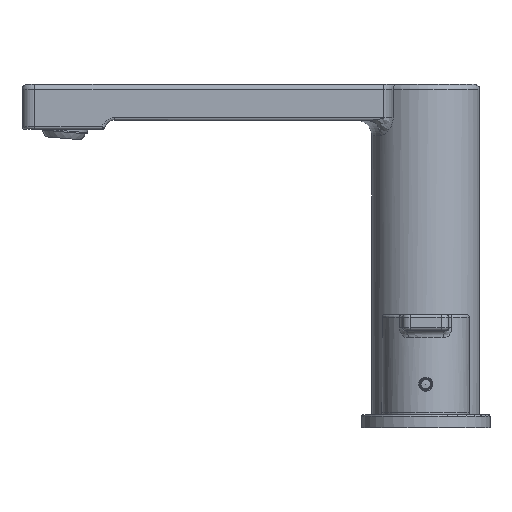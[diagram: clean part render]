
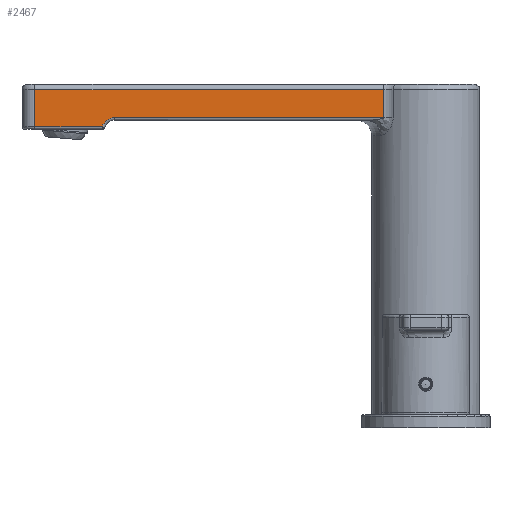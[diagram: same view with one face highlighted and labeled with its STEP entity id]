
A CAD part, left-side view. The second image highlights one B-rep face of the part: STEP entity #2467.
In plain terms, the highlighted planar face has unit normal (-1, 0, 0).
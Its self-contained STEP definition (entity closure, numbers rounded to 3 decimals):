
#276=FACE_OUTER_BOUND('',#450,.T.);
#450=EDGE_LOOP('',(#1787,#1788,#1789,#1790,#1791,#1792));
#642=LINE('',#4244,#767);
#643=LINE('',#4246,#768);
#644=LINE('',#4247,#769);
#645=LINE('',#4249,#770);
#646=LINE('',#4250,#771);
#767=VECTOR('',#3287,135.668);
#768=VECTOR('',#3288,14.5);
#769=VECTOR('',#3289,26.199);
#770=VECTOR('',#3290,104.699);
#771=VECTOR('',#3291,11.);
#890=CIRCLE('',#2791,5.);
#1125=VERTEX_POINT('',#4234);
#1126=VERTEX_POINT('',#4238);
#1127=VERTEX_POINT('',#4242);
#1128=VERTEX_POINT('',#4243);
#1129=VERTEX_POINT('',#4245);
#1130=VERTEX_POINT('',#4248);
#1371=EDGE_CURVE('',#1125,#1126,#890,.T.);
#1372=EDGE_CURVE('',#1127,#1128,#642,.T.);
#1373=EDGE_CURVE('',#1128,#1129,#643,.T.);
#1374=EDGE_CURVE('',#1125,#1129,#644,.T.);
#1375=EDGE_CURVE('',#1126,#1130,#645,.T.);
#1376=EDGE_CURVE('',#1130,#1127,#646,.T.);
#1787=ORIENTED_EDGE('',*,*,#1372,.T.);
#1788=ORIENTED_EDGE('',*,*,#1373,.T.);
#1789=ORIENTED_EDGE('',*,*,#1374,.F.);
#1790=ORIENTED_EDGE('',*,*,#1371,.T.);
#1791=ORIENTED_EDGE('',*,*,#1375,.T.);
#1792=ORIENTED_EDGE('',*,*,#1376,.T.);
#2401=PLANE('',#2792);
#2467=ADVANCED_FACE('',(#276),#2401,.F.);
#2791=AXIS2_PLACEMENT_3D('',#4240,#3283,#3284);
#2792=AXIS2_PLACEMENT_3D('',#4241,#3285,#3286);
#3283=DIRECTION('center_axis',(1.,0.,0.));
#3284=DIRECTION('ref_axis',(0.,0.3,-0.954));
#3285=DIRECTION('center_axis',(1.,0.,0.));
#3286=DIRECTION('ref_axis',(0.,0.,-1.));
#3287=DIRECTION('',(0.,0.,-1.));
#3288=DIRECTION('',(0.,-1.,0.));
#3289=DIRECTION('',(0.,0.,-1.));
#3290=DIRECTION('',(0.,0.,1.));
#3291=DIRECTION('',(0.,1.,0.));
#4234=CARTESIAN_POINT('',(-15.5,112.,-125.801));
#4238=CARTESIAN_POINT('',(-15.5,115.5,-121.031));
#4240=CARTESIAN_POINT('Origin',(-15.5,110.5,-121.031));
#4241=CARTESIAN_POINT('Origin',(-15.5,0.,0.));
#4242=CARTESIAN_POINT('',(-15.5,126.5,-16.332));
#4243=CARTESIAN_POINT('',(-15.5,126.5,-152.));
#4244=CARTESIAN_POINT('',(-15.5,126.5,-16.332));
#4245=CARTESIAN_POINT('',(-15.5,112.,-152.));
#4246=CARTESIAN_POINT('',(-15.5,126.5,-152.));
#4247=CARTESIAN_POINT('',(-15.5,112.,-125.801));
#4248=CARTESIAN_POINT('',(-15.5,115.5,-16.332));
#4249=CARTESIAN_POINT('',(-15.5,115.5,-121.031));
#4250=CARTESIAN_POINT('',(-15.5,115.5,-16.332));
